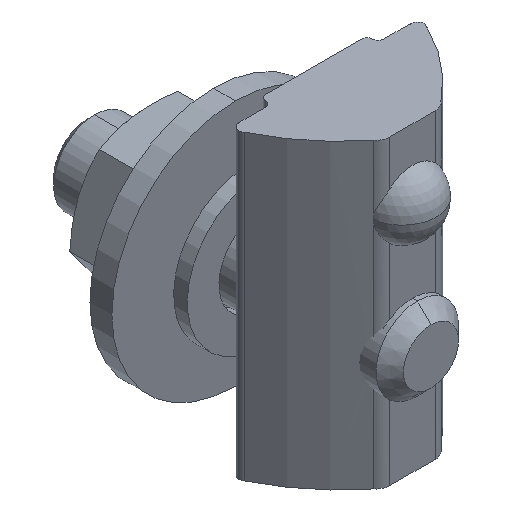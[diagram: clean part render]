
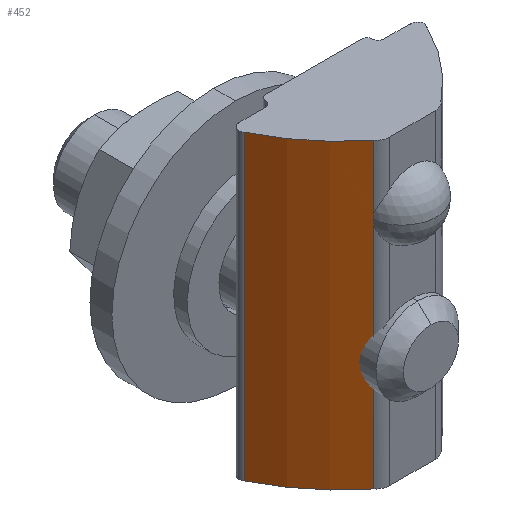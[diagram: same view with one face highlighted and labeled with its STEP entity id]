
A CAD part, isometric view. The second image highlights one B-rep face of the part: STEP entity #452.
In plain terms, the highlighted cylindrical face has radius 15 mm (diameter 30 mm), a partial arc.
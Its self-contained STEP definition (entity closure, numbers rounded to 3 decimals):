
#28 = VERTEX_POINT ( 'NONE', #304 ) ;
#71 = VERTEX_POINT ( 'NONE', #1887 ) ;
#91 = LINE ( 'NONE', #2766, #2412 ) ;
#110 = LINE ( 'NONE', #1672, #1789 ) ;
#152 = CARTESIAN_POINT ( 'NONE',  ( 0.161, 6.747, 2.547 ) ) ;
#181 = FACE_OUTER_BOUND ( 'NONE', #811, .T. ) ;
#304 = CARTESIAN_POINT ( 'NONE',  ( 0., 6.747, 2.547 ) ) ;
#357 = VERTEX_POINT ( 'NONE', #1662 ) ;
#390 = CIRCLE ( 'NONE', #668, 15. ) ;
#394 = EDGE_CURVE ( 'NONE', #71, #1761, #390, .T. ) ;
#452 = ADVANCED_FACE ( 'NONE', ( #181 ), #1952, .T. ) ;
#507 = VECTOR ( 'NONE', #2823, 1000. ) ;
#532 = CARTESIAN_POINT ( 'NONE',  ( -0.957, 6.827, 2.446 ) ) ;
#541 = ORIENTED_EDGE ( 'NONE', *, *, #2803, .T. ) ;
#561 = CARTESIAN_POINT ( 'NONE',  ( 0., 6.747, 2.547 ) ) ;
#564 = ORIENTED_EDGE ( 'NONE', *, *, #2862, .F. ) ;
#582 = CARTESIAN_POINT ( 'NONE',  ( -0.643, 6.774, 2.513 ) ) ;
#588 = CARTESIAN_POINT ( 'NONE',  ( 0.323, 6.754, 2.538 ) ) ;
#651 = EDGE_CURVE ( 'NONE', #1325, #1433, #110, .T. ) ;
#668 = AXIS2_PLACEMENT_3D ( 'NONE', #2760, #1221, #2559 ) ;
#688 = B_SPLINE_CURVE_WITH_KNOTS ( 'NONE', 3,
 ( #561, #152, #588, #2360, #1493, #1050 ),
 .UNSPECIFIED., .F., .F.,
 ( 4, 2, 4 ),
 ( 0.001, 0.002, 0.002 ),
 .UNSPECIFIED. ) ;
#704 = ORIENTED_EDGE ( 'NONE', *, *, #651, .T. ) ;
#811 = EDGE_LOOP ( 'NONE', ( #541, #873, #1444, #704, #1460, #1592, #1295, #1377, #564, #1279 ) ) ;
#873 = ORIENTED_EDGE ( 'NONE', *, *, #1947, .T. ) ;
#902 = VERTEX_POINT ( 'NONE', #1950 ) ;
#985 = CARTESIAN_POINT ( 'NONE',  ( -9., 6.804, 2.475 ) ) ;
#1044 = LINE ( 'NONE', #2147, #507 ) ;
#1050 = CARTESIAN_POINT ( 'NONE',  ( 0.957, 6.827, 2.446 ) ) ;
#1056 = EDGE_CURVE ( 'NONE', #71, #2141, #1502, .T. ) ;
#1099 = AXIS2_PLACEMENT_3D ( 'NONE', #1163, #1114, #2662 ) ;
#1114 = DIRECTION ( 'NONE',  ( 1., 0., 0. ) ) ;
#1142 = AXIS2_PLACEMENT_3D ( 'NONE', #1509, #1268, #2394 ) ;
#1163 = CARTESIAN_POINT ( 'NONE',  ( -14., -4.944, -6.851 ) ) ;
#1221 = DIRECTION ( 'NONE',  ( 1., 0., 0. ) ) ;
#1242 = CARTESIAN_POINT ( 'NONE',  ( -8.765, 6.812, 2.465 ) ) ;
#1268 = DIRECTION ( 'NONE',  ( -1., 0., 0. ) ) ;
#1279 = ORIENTED_EDGE ( 'NONE', *, *, #2665, .F. ) ;
#1284 = CARTESIAN_POINT ( 'NONE',  ( -14., 6.827, 2.446 ) ) ;
#1295 = ORIENTED_EDGE ( 'NONE', *, *, #394, .F. ) ;
#1325 = VERTEX_POINT ( 'NONE', #1840 ) ;
#1355 = CARTESIAN_POINT ( 'NONE',  ( -9., 6.804, 2.475 ) ) ;
#1363 = B_SPLINE_CURVE_WITH_KNOTS ( 'NONE', 3,
 ( #1635, #582, #2794, #2565 ),
 .UNSPECIFIED., .F., .F.,
 ( 4, 4 ),
 ( 0., 0.001 ),
 .UNSPECIFIED. ) ;
#1377 = ORIENTED_EDGE ( 'NONE', *, *, #1056, .T. ) ;
#1433 = VERTEX_POINT ( 'NONE', #1284 ) ;
#1434 = CARTESIAN_POINT ( 'NONE',  ( -9.352, 6.827, 2.446 ) ) ;
#1444 = ORIENTED_EDGE ( 'NONE', *, *, #2630, .T. ) ;
#1460 = ORIENTED_EDGE ( 'NONE', *, *, #1576, .T. ) ;
#1462 = CARTESIAN_POINT ( 'NONE',  ( -8.648, 6.827, 2.446 ) ) ;
#1493 = CARTESIAN_POINT ( 'NONE',  ( 0.801, 6.801, 2.479 ) ) ;
#1502 = LINE ( 'NONE', #1738, #2257 ) ;
#1509 = CARTESIAN_POINT ( 'NONE',  ( 8., -4.944, -6.851 ) ) ;
#1576 = EDGE_CURVE ( 'NONE', #1433, #902, #2068, .T. ) ;
#1592 = ORIENTED_EDGE ( 'NONE', *, *, #1869, .F. ) ;
#1632 = VERTEX_POINT ( 'NONE', #1355 ) ;
#1635 = CARTESIAN_POINT ( 'NONE',  ( -0.957, 6.827, 2.446 ) ) ;
#1662 = CARTESIAN_POINT ( 'NONE',  ( -8.648, 6.827, 2.446 ) ) ;
#1672 = CARTESIAN_POINT ( 'NONE',  ( 8., 6.827, 2.446 ) ) ;
#1738 = CARTESIAN_POINT ( 'NONE',  ( 8., 6.827, 2.446 ) ) ;
#1761 = VERTEX_POINT ( 'NONE', #2492 ) ;
#1789 = VECTOR ( 'NONE', #2111, 1000. ) ;
#1840 = CARTESIAN_POINT ( 'NONE',  ( -9.352, 6.827, 2.446 ) ) ;
#1869 = EDGE_CURVE ( 'NONE', #1761, #902, #91, .T. ) ;
#1887 = CARTESIAN_POINT ( 'NONE',  ( 8., 6.827, 2.446 ) ) ;
#1947 = EDGE_CURVE ( 'NONE', #357, #1632, #2132, .T. ) ;
#1950 = CARTESIAN_POINT ( 'NONE',  ( -14., 1.613, 6.64 ) ) ;
#1952 = CYLINDRICAL_SURFACE ( 'NONE', #1142, 15. ) ;
#2068 = CIRCLE ( 'NONE', #1099, 15. ) ;
#2111 = DIRECTION ( 'NONE',  ( -1., 0., 0. ) ) ;
#2132 = B_SPLINE_CURVE_WITH_KNOTS ( 'NONE', 3,
 ( #1462, #1242, #2796, #2524 ),
 .UNSPECIFIED., .F., .F.,
 ( 4, 4 ),
 ( 0., 0. ),
 .UNSPECIFIED. ) ;
#2141 = VERTEX_POINT ( 'NONE', #2476 ) ;
#2147 = CARTESIAN_POINT ( 'NONE',  ( 8., 6.827, 2.446 ) ) ;
#2257 = VECTOR ( 'NONE', #2387, 1000. ) ;
#2323 = VERTEX_POINT ( 'NONE', #532 ) ;
#2360 = CARTESIAN_POINT ( 'NONE',  ( 0.643, 6.781, 2.504 ) ) ;
#2370 = CARTESIAN_POINT ( 'NONE',  ( -9.235, 6.812, 2.465 ) ) ;
#2377 = B_SPLINE_CURVE_WITH_KNOTS ( 'NONE', 3,
 ( #985, #2780, #2370, #1434 ),
 .UNSPECIFIED., .F., .F.,
 ( 4, 4 ),
 ( 0., 0.001 ),
 .UNSPECIFIED. ) ;
#2387 = DIRECTION ( 'NONE',  ( -1., 0., 0. ) ) ;
#2394 = DIRECTION ( 'NONE',  ( 0., 0., 1. ) ) ;
#2412 = VECTOR ( 'NONE', #2550, 1000. ) ;
#2476 = CARTESIAN_POINT ( 'NONE',  ( 0.957, 6.827, 2.446 ) ) ;
#2492 = CARTESIAN_POINT ( 'NONE',  ( 8., 1.613, 6.64 ) ) ;
#2524 = CARTESIAN_POINT ( 'NONE',  ( -9., 6.804, 2.475 ) ) ;
#2550 = DIRECTION ( 'NONE',  ( -1., 0., 0. ) ) ;
#2559 = DIRECTION ( 'NONE',  ( 0., 0., -1. ) ) ;
#2565 = CARTESIAN_POINT ( 'NONE',  ( 0., 6.747, 2.547 ) ) ;
#2630 = EDGE_CURVE ( 'NONE', #1632, #1325, #2377, .T. ) ;
#2662 = DIRECTION ( 'NONE',  ( 0., 0., -1. ) ) ;
#2665 = EDGE_CURVE ( 'NONE', #2323, #28, #1363, .T. ) ;
#2760 = CARTESIAN_POINT ( 'NONE',  ( 8., -4.944, -6.851 ) ) ;
#2766 = CARTESIAN_POINT ( 'NONE',  ( 8., 1.613, 6.64 ) ) ;
#2780 = CARTESIAN_POINT ( 'NONE',  ( -9.117, 6.804, 2.475 ) ) ;
#2794 = CARTESIAN_POINT ( 'NONE',  ( -0.324, 6.747, 2.547 ) ) ;
#2796 = CARTESIAN_POINT ( 'NONE',  ( -8.882, 6.804, 2.475 ) ) ;
#2803 = EDGE_CURVE ( 'NONE', #2323, #357, #1044, .T. ) ;
#2823 = DIRECTION ( 'NONE',  ( -1., 0., 0. ) ) ;
#2862 = EDGE_CURVE ( 'NONE', #28, #2141, #688, .T. ) ;
